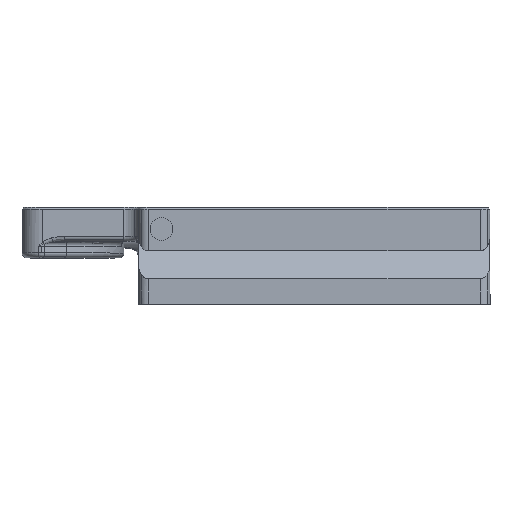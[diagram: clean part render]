
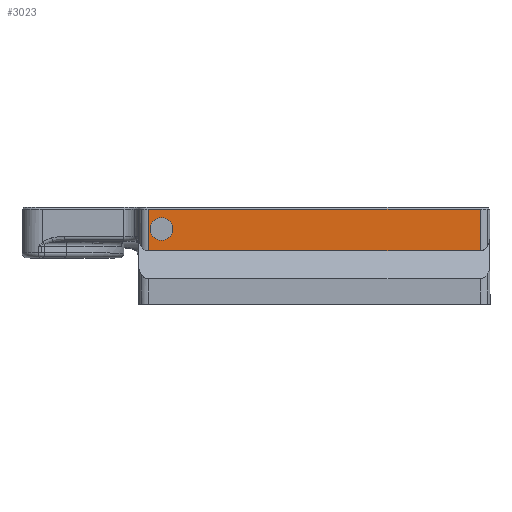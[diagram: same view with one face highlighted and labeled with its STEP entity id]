
A CAD part, top view. The second image highlights one B-rep face of the part: STEP entity #3023.
In plain terms, the highlighted planar face has unit normal (0, 0, 1).
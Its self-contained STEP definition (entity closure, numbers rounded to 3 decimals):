
#638 = VERTEX_POINT ( 'NONE', #673 ) ;
#673 = CARTESIAN_POINT ( 'NONE',  ( 19.85, -22.5, 120.096 ) ) ;
#917 = AXIS2_PLACEMENT_3D ( 'NONE', #8402, #9204, #10154 ) ;
#984 = ORIENTED_EDGE ( 'NONE', *, *, #1531, .F. ) ;
#1150 = ORIENTED_EDGE ( 'NONE', *, *, #7106, .F. ) ;
#1295 = VECTOR ( 'NONE', #7616, 1000. ) ;
#1531 = EDGE_CURVE ( 'NONE', #10428, #8912, #5466, .T. ) ;
#1911 = DIRECTION ( 'NONE',  ( 0., 1., 0. ) ) ;
#2387 = DIRECTION ( 'NONE',  ( -1., 0., 0. ) ) ;
#2616 = ORIENTED_EDGE ( 'NONE', *, *, #8657, .T. ) ;
#2669 = ORIENTED_EDGE ( 'NONE', *, *, #9912, .F. ) ;
#2785 = CARTESIAN_POINT ( 'NONE',  ( 83., -32.5, 120.096 ) ) ;
#2878 = CARTESIAN_POINT ( 'NONE',  ( 14.8, -27., 120.096 ) ) ;
#3023 = ADVANCED_FACE ( 'NONE', ( #7605, #10055 ), #10007, .F. ) ;
#3127 = CARTESIAN_POINT ( 'NONE',  ( 83., -18.4, 120.096 ) ) ;
#3130 = CARTESIAN_POINT ( 'NONE',  ( 15.15, -22.5, 120.096 ) ) ;
#3242 = VECTOR ( 'NONE', #7978, 1000. ) ;
#3394 = VECTOR ( 'NONE', #4967, 1000. ) ;
#3906 = LINE ( 'NONE', #8694, #9257 ) ;
#4000 = AXIS2_PLACEMENT_3D ( 'NONE', #4298, #9956, #5045 ) ;
#4123 = CARTESIAN_POINT ( 'NONE',  ( 17.5, -22.5, 120.096 ) ) ;
#4162 = CARTESIAN_POINT ( 'NONE',  ( 47.25, -18.4, 120.096 ) ) ;
#4175 = EDGE_LOOP ( 'NONE', ( #8863, #1150, #2669, #984 ) ) ;
#4298 = CARTESIAN_POINT ( 'NONE',  ( 17.5, -22.5, 120.096 ) ) ;
#4324 = VERTEX_POINT ( 'NONE', #3127 ) ;
#4967 = DIRECTION ( 'NONE',  ( 1., 0., 0. ) ) ;
#5019 = CIRCLE ( 'NONE', #4000, 2.35 ) ;
#5045 = DIRECTION ( 'NONE',  ( 0., 1., 0. ) ) ;
#5466 = LINE ( 'NONE', #6376, #3242 ) ;
#5990 = VERTEX_POINT ( 'NONE', #3130 ) ;
#6376 = CARTESIAN_POINT ( 'NONE',  ( 14.8, -22.5, 120.096 ) ) ;
#6738 = AXIS2_PLACEMENT_3D ( 'NONE', #4123, #7436, #1911 ) ;
#7106 = EDGE_CURVE ( 'NONE', #4324, #10491, #7570, .T. ) ;
#7299 = EDGE_CURVE ( 'NONE', #5990, #638, #10296, .T. ) ;
#7436 = DIRECTION ( 'NONE',  ( 0., 0., -1. ) ) ;
#7570 = LINE ( 'NONE', #2785, #1295 ) ;
#7605 = FACE_BOUND ( 'NONE', #9117, .T. ) ;
#7616 = DIRECTION ( 'NONE',  ( 0., -1., 0. ) ) ;
#7642 = EDGE_CURVE ( 'NONE', #10491, #10428, #3906, .T. ) ;
#7978 = DIRECTION ( 'NONE',  ( 0., 1., 0. ) ) ;
#8025 = CARTESIAN_POINT ( 'NONE',  ( 14.8, -18.4, 120.096 ) ) ;
#8402 = CARTESIAN_POINT ( 'NONE',  ( 67.5, -27., 120.096 ) ) ;
#8496 = ORIENTED_EDGE ( 'NONE', *, *, #7299, .T. ) ;
#8657 = EDGE_CURVE ( 'NONE', #638, #5990, #5019, .T. ) ;
#8694 = CARTESIAN_POINT ( 'NONE',  ( 67.5, -27., 120.096 ) ) ;
#8863 = ORIENTED_EDGE ( 'NONE', *, *, #7642, .F. ) ;
#8912 = VERTEX_POINT ( 'NONE', #8025 ) ;
#9117 = EDGE_LOOP ( 'NONE', ( #2616, #8496 ) ) ;
#9176 = LINE ( 'NONE', #4162, #3394 ) ;
#9204 = DIRECTION ( 'NONE',  ( 0., 0., -1. ) ) ;
#9257 = VECTOR ( 'NONE', #2387, 1000. ) ;
#9626 = CARTESIAN_POINT ( 'NONE',  ( 83., -27., 120.096 ) ) ;
#9912 = EDGE_CURVE ( 'NONE', #8912, #4324, #9176, .T. ) ;
#9956 = DIRECTION ( 'NONE',  ( 0., 0., -1. ) ) ;
#10007 = PLANE ( 'NONE',  #917 ) ;
#10055 = FACE_OUTER_BOUND ( 'NONE', #4175, .T. ) ;
#10154 = DIRECTION ( 'NONE',  ( 0., -1., 0. ) ) ;
#10296 = CIRCLE ( 'NONE', #6738, 2.35 ) ;
#10428 = VERTEX_POINT ( 'NONE', #2878 ) ;
#10491 = VERTEX_POINT ( 'NONE', #9626 ) ;
